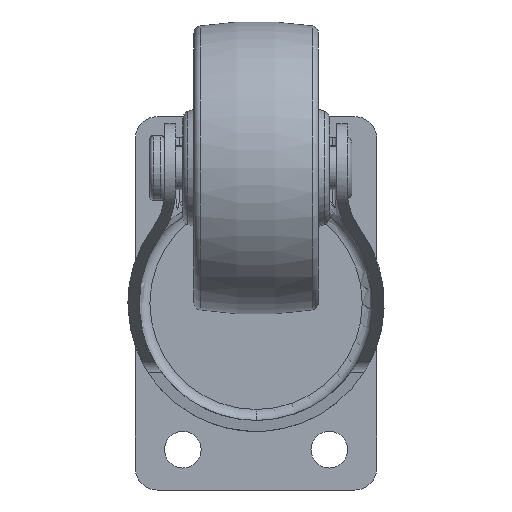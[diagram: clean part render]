
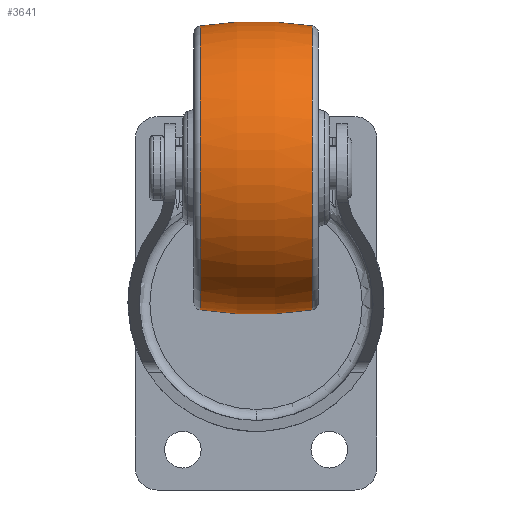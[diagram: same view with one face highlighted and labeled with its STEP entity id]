
A CAD part, front view. The second image highlights one B-rep face of the part: STEP entity #3641.
In plain terms, the highlighted toroidal (fillet/blend) face has major radius 28.542 mm and minor radius 48.542 mm.
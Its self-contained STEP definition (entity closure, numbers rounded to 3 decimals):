
#102 = AXIS2_PLACEMENT_3D ( 'NONE', #302, #698, #1480 ) ;
#129 = CARTESIAN_POINT ( 'NONE',  ( 7.658, 0., 19.392 ) ) ;
#302 = CARTESIAN_POINT ( 'NONE',  ( 7.658, 0., 0. ) ) ;
#453 = DIRECTION ( 'NONE',  ( 0., 0., 1. ) ) ;
#540 = EDGE_LOOP ( 'NONE', ( #3391, #2614, #3998, #1111 ) ) ;
#698 = DIRECTION ( 'NONE',  ( -1., 0., 0. ) ) ;
#897 = DIRECTION ( 'NONE',  ( 0., -1., 0. ) ) ;
#988 = EDGE_CURVE ( 'NONE', #2458, #2951, #1451, .T. ) ;
#1111 = ORIENTED_EDGE ( 'NONE', *, *, #4444, .F. ) ;
#1427 = CIRCLE ( 'NONE', #1580, 19.392 ) ;
#1451 = CIRCLE ( 'NONE', #102, 19.392 ) ;
#1480 = DIRECTION ( 'NONE',  ( 0., 0., 1. ) ) ;
#1489 = CARTESIAN_POINT ( 'NONE',  ( 0., 0., 0. ) ) ;
#1508 = DIRECTION ( 'NONE',  ( -1., 0., 0. ) ) ;
#1580 = AXIS2_PLACEMENT_3D ( 'NONE', #2356, #1508, #2288 ) ;
#1667 = DIRECTION ( 'NONE',  ( 0., 0., -1. ) ) ;
#1838 = EDGE_CURVE ( 'NONE', #2458, #3668, #3054, .T. ) ;
#2244 = FACE_OUTER_BOUND ( 'NONE', #540, .T. ) ;
#2264 = CARTESIAN_POINT ( 'NONE',  ( 7.658, 0., -19.392 ) ) ;
#2288 = DIRECTION ( 'NONE',  ( 0., 0., 1. ) ) ;
#2356 = CARTESIAN_POINT ( 'NONE',  ( -7.658, 0., 0. ) ) ;
#2458 = VERTEX_POINT ( 'NONE', #2264 ) ;
#2576 = AXIS2_PLACEMENT_3D ( 'NONE', #1489, #4943, #2960 ) ;
#2614 = ORIENTED_EDGE ( 'NONE', *, *, #988, .T. ) ;
#2650 = CARTESIAN_POINT ( 'NONE',  ( -7.658, 0., 19.392 ) ) ;
#2835 = DIRECTION ( 'NONE',  ( 0., 1., 0. ) ) ;
#2951 = VERTEX_POINT ( 'NONE', #129 ) ;
#2960 = DIRECTION ( 'NONE',  ( 0., 0., 1. ) ) ;
#3054 = CIRCLE ( 'NONE', #4806, 48.542 ) ;
#3266 = CIRCLE ( 'NONE', #4314, 48.542 ) ;
#3391 = ORIENTED_EDGE ( 'NONE', *, *, #1838, .F. ) ;
#3641 = ADVANCED_FACE ( 'NONE', ( #2244 ), #4748, .T. ) ;
#3668 = VERTEX_POINT ( 'NONE', #4196 ) ;
#3998 = ORIENTED_EDGE ( 'NONE', *, *, #4329, .T. ) ;
#4196 = CARTESIAN_POINT ( 'NONE',  ( -7.658, 0., -19.392 ) ) ;
#4314 = AXIS2_PLACEMENT_3D ( 'NONE', #4341, #897, #1667 ) ;
#4329 = EDGE_CURVE ( 'NONE', #2951, #4822, #3266, .T. ) ;
#4341 = CARTESIAN_POINT ( 'NONE',  ( 0., 0., -28.542 ) ) ;
#4375 = CARTESIAN_POINT ( 'NONE',  ( 0., 0., 28.542 ) ) ;
#4444 = EDGE_CURVE ( 'NONE', #3668, #4822, #1427, .T. ) ;
#4748 = TOROIDAL_SURFACE ( 'NONE', #2576, -28.542, 48.542 ) ;
#4806 = AXIS2_PLACEMENT_3D ( 'NONE', #4375, #2835, #453 ) ;
#4822 = VERTEX_POINT ( 'NONE', #2650 ) ;
#4943 = DIRECTION ( 'NONE',  ( -1., 0., 0. ) ) ;
